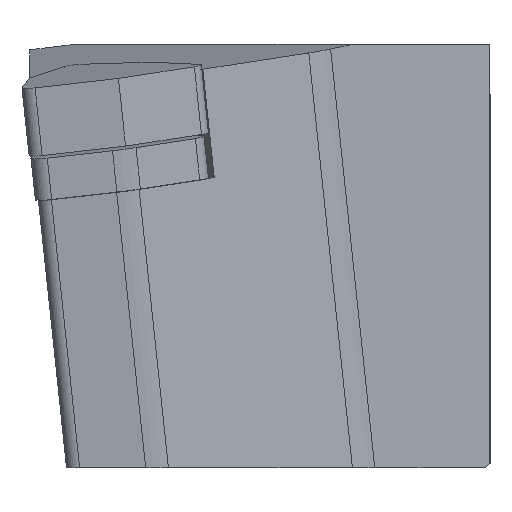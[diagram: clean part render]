
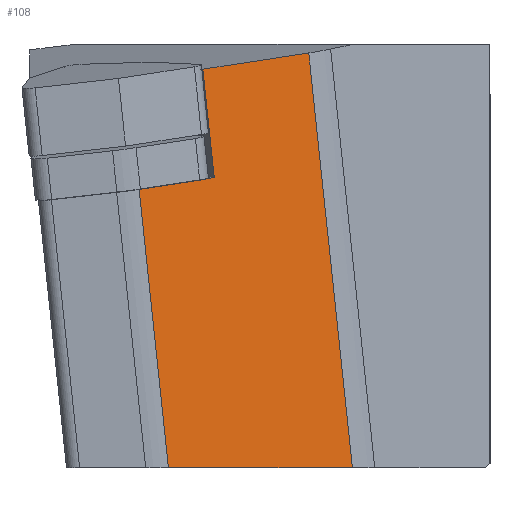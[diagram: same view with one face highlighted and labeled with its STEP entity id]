
A CAD part, left-side view. The second image highlights one B-rep face of the part: STEP entity #108.
In plain terms, the highlighted planar face has unit normal (-0.906, -0.42, -0.051).
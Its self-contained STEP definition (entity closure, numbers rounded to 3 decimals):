
#108=ADVANCED_FACE('',(#224),#167,.F.);
#167=PLANE('',#1269);
#224=FACE_OUTER_BOUND('',#291,.T.);
#291=EDGE_LOOP('',(#750,#751,#752,#753,#754,#755,#756));
#324=LINE('',#1661,#455);
#347=LINE('',#1713,#478);
#371=LINE('',#1779,#502);
#401=LINE('',#1873,#532);
#402=LINE('',#1877,#533);
#403=LINE('',#1878,#534);
#404=LINE('',#1879,#535);
#455=VECTOR('',#1330,1.);
#478=VECTOR('',#1367,1.);
#502=VECTOR('',#1415,1.);
#532=VECTOR('',#1499,1.);
#533=VECTOR('',#1504,1.);
#534=VECTOR('',#1505,1.);
#535=VECTOR('',#1506,1.);
#750=ORIENTED_EDGE('',*,*,#1122,.T.);
#751=ORIENTED_EDGE('',*,*,#1120,.F.);
#752=ORIENTED_EDGE('',*,*,#1081,.F.);
#753=ORIENTED_EDGE('',*,*,#1123,.T.);
#754=ORIENTED_EDGE('',*,*,#1052,.F.);
#755=ORIENTED_EDGE('',*,*,#1124,.F.);
#756=ORIENTED_EDGE('',*,*,#1027,.T.);
#922=VERTEX_POINT('',#1659);
#924=VERTEX_POINT('',#1662);
#945=VERTEX_POINT('',#1712);
#946=VERTEX_POINT('',#1714);
#965=VERTEX_POINT('',#1778);
#966=VERTEX_POINT('',#1780);
#983=VERTEX_POINT('',#1874);
#1027=EDGE_CURVE('',#924,#922,#324,.T.);
#1052=EDGE_CURVE('',#945,#946,#347,.T.);
#1081=EDGE_CURVE('',#965,#966,#371,.T.);
#1120=EDGE_CURVE('',#966,#983,#401,.T.);
#1122=EDGE_CURVE('',#922,#983,#402,.T.);
#1123=EDGE_CURVE('',#965,#946,#403,.T.);
#1124=EDGE_CURVE('',#924,#945,#404,.T.);
#1269=AXIS2_PLACEMENT_3D('',#1880,#1507,#1508);
#1330=DIRECTION('',(-0.411,0.901,-0.138));
#1367=DIRECTION('',(0.411,-0.901,0.138));
#1415=DIRECTION('',(-0.421,0.907,0.));
#1499=DIRECTION('',(-0.105,0.104,0.989));
#1504=DIRECTION('',(-0.411,0.901,-0.138));
#1505=DIRECTION('',(-0.105,0.104,0.989));
#1506=DIRECTION('',(-0.105,0.104,0.989));
#1507=DIRECTION('',(0.906,0.42,0.052));
#1508=DIRECTION('',(0.421,-0.907,0.));
#1659=CARTESIAN_POINT('',(4.111,18.719,-5.898));
#1661=CARTESIAN_POINT('',(2.079,23.18,-6.582));
#1662=CARTESIAN_POINT('',(4.34,18.217,-5.821));
#1712=CARTESIAN_POINT('',(3.583,18.97,1.34));
#1713=CARTESIAN_POINT('',(1.323,23.933,0.579));
#1714=CARTESIAN_POINT('',(6.77,11.972,2.412));
#1778=CARTESIAN_POINT('',(9.667,9.091,-25.));
#1779=CARTESIAN_POINT('',(4.527,20.166,-25.));
#1780=CARTESIAN_POINT('',(4.026,21.244,-25.));
#1873=CARTESIAN_POINT('',(4.925,20.351,-33.504));
#1874=CARTESIAN_POINT('',(2.079,23.18,-6.582));
#1877=CARTESIAN_POINT('',(2.079,23.18,-6.582));
#1878=CARTESIAN_POINT('',(10.372,8.39,-31.671));
#1879=CARTESIAN_POINT('',(7.185,15.388,-32.744));
#1880=CARTESIAN_POINT('',(4.925,20.351,-33.504));
